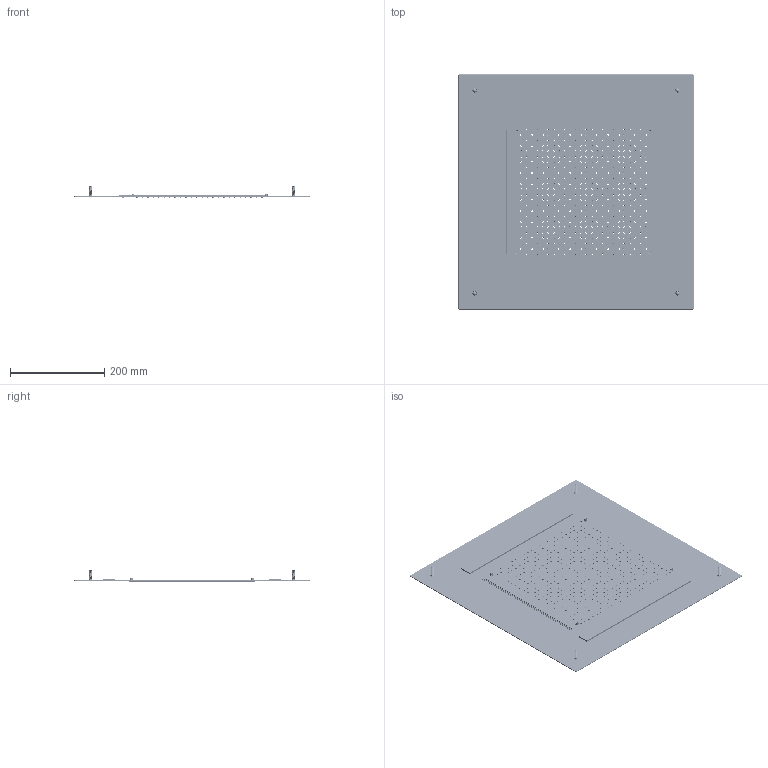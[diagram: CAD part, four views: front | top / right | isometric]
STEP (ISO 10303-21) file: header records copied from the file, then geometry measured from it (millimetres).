
FILE_DESCRIPTION(/* description */ ('Unknown'),/* implementation_level */ '2;1');
FILE_NAME(/* name */ 'AC146-00',/* time_stamp */ '2023-11-09T14:55:12+01:00',/* author */ ('Unknown'),/* organization */ ('Unknown'),/* preprocessor_version */ 'ST-DEVELOPER v18.102',/* originating_system */ 'Solid Edge',/* authorisation */ 'Unknown');
FILE_SCHEMA (('AUTOMOTIVE_DESIGN {1 0 10303 214 3 1 1}'));
Products named in the file (10): AC146-00; C063167_03800LI_ASM_oa_0; C127099_03800LI; E055099_08700ZZ_ASM_oa_1; A063088_51900ZR_AF0_ASM_oa_2; 27472_AF8_oa_3; E055097_00000PA_ASM_oa_4; C092029_00001ZZ; C033018_00000ZZ; Parte1
Assembly tree (13 placements, depth 4):
  AC146-00
    C063167_03800LI_ASM_oa_0
      C127099_03800LI
    E055099_08700ZZ_ASM_oa_1
      A063088_51900ZR_AF0_ASM_oa_2
        27472_AF8_oa_3
    E055097_00000PA_ASM_oa_4
    C092029_00001ZZ  x4
    C033018_00000ZZ  x2
    Parte1
Bounding box: 498 x 498 x 27.15 mm (x, y, z)
Volume: 543468.7 mm3; surface area: 558024.4 mm2
Topology: 584 solids, 584 shells, 6181 faces, 14133 edges, 8546 vertices
Faces by surface type: torus 2328, cone 1752, cylinder 1322, plane 679, bspline 96, sphere 4
Full cylindrical faces by diameter (mm): 1.2 x576, 3.2 x19, 3.7 x576, 6 x84, 7.5 x4, 12 x4
Entity records: 141631 total; most frequent: CARTESIAN_POINT 26989, DIRECTION 25034, ORIENTED_EDGE 13552, FACE_BOUND 12960, EDGE_LOOP 12956, AXIS2_PLACEMENT_3D 12429, EDGE_CURVE 6776, VERTEX_POINT 6628
